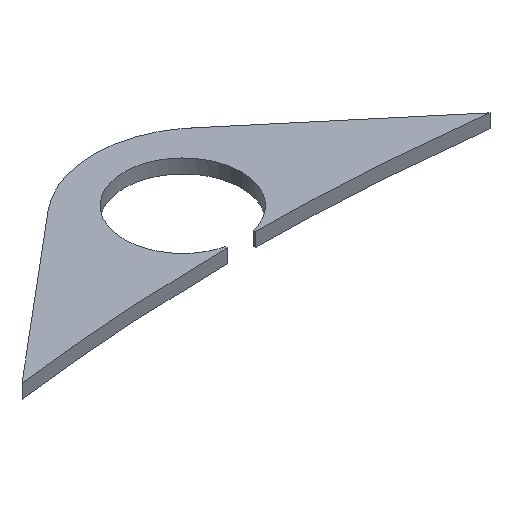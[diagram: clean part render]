
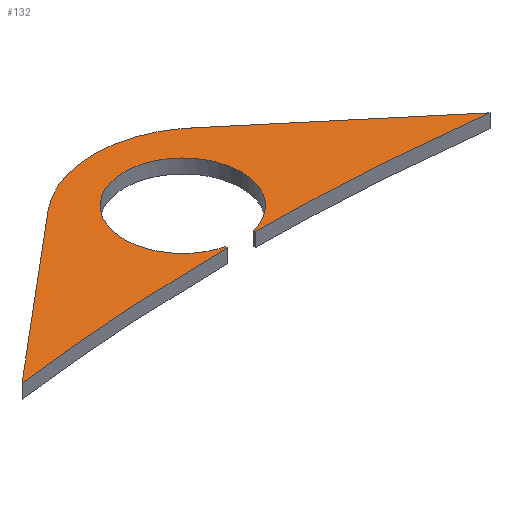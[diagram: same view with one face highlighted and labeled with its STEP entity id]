
A CAD part, isometric view. The second image highlights one B-rep face of the part: STEP entity #132.
In plain terms, the highlighted free-form (B-spline) face has degree [1, 1] with [2, 2] control points.
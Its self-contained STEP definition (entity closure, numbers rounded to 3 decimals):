
#2 = CARTESIAN_POINT ( 'NONE',  ( 230428.259, 21845.66, 5. ) ) ;
#11 = CARTESIAN_POINT ( 'NONE',  ( 230417.413, 21881.356, 5. ) ) ;
#12 = CARTESIAN_POINT ( 'NONE',  ( 230392.476, 21827.663, 5. ) ) ;
#24 = EDGE_CURVE ( 'NONE', #112, #101, #283, .T. ) ;
#28 = VERTEX_POINT ( 'NONE', #208 ) ;
#40 = CARTESIAN_POINT ( 'NONE',  ( 230491.259, 21819.393, 5. ) ) ;
#48 = CARTESIAN_POINT ( 'NONE',  ( 230422.042, 21827.663, 5. ) ) ;
#49 = B_SPLINE_CURVE_WITH_KNOTS ( 'NONE', 1,
 ( #116, #40 ),
 .UNSPECIFIED., .F., .F.,
 ( 2, 2 ),
 ( 0., 1. ),
 .UNSPECIFIED. ) ;
#53 =( BOUNDED_CURVE ( )  B_SPLINE_CURVE ( 3, ( #494, #62, #12, #137 ),
 .UNSPECIFIED., .F., .T. ) 
 B_SPLINE_CURVE_WITH_KNOTS ( ( 4, 4 ),
 ( -1.33, 0. ),
 .UNSPECIFIED. ) 
 CURVE ( )  GEOMETRIC_REPRESENTATION_ITEM ( )  RATIONAL_B_SPLINE_CURVE ( ( 1., 0.858, 0.858, 1. ) ) 
 REPRESENTATION_ITEM ( '' )  );
#55 = CARTESIAN_POINT ( 'NONE',  ( 230397.104, 21881.356, 5. ) ) ;
#58 = CARTESIAN_POINT ( 'NONE',  ( 230407.259, 21866.66, 5. ) ) ;
#62 = CARTESIAN_POINT ( 'NONE',  ( 230386.259, 21835.588, 5. ) ) ;
#71 = FACE_OUTER_BOUND ( 'NONE', #404, .T. ) ;
#77 = EDGE_CURVE ( 'NONE', #451, #28, #53, .T. ) ;
#83 = CARTESIAN_POINT ( 'NONE',  ( 230323.259, 21819.393, 5. ) ) ;
#85 = CARTESIAN_POINT ( 'NONE',  ( 230465.044, 21822.694, 5. ) ) ;
#98 = CARTESIAN_POINT ( 'NONE',  ( 230428.259, 21845.66, 5. ) ) ;
#101 = VERTEX_POINT ( 'NONE', #103 ) ;
#103 = CARTESIAN_POINT ( 'NONE',  ( 230323.259, 21819.393, 5. ) ) ;
#111 = CARTESIAN_POINT ( 'NONE',  ( 230412.259, 21824.642, 5. ) ) ;
#112 = VERTEX_POINT ( 'NONE', #279 ) ;
#114 = EDGE_CURVE ( 'NONE', #220, #490, #456, .T. ) ;
#115 = CARTESIAN_POINT ( 'NONE',  ( 230412.259, 21825.264, 5. ) ) ;
#116 = CARTESIAN_POINT ( 'NONE',  ( 230432.97, 21868.302, 5. ) ) ;
#118 = VERTEX_POINT ( 'NONE', #509 ) ;
#127 = ORIENTED_EDGE ( 'NONE', *, *, #364, .F. ) ;
#132 = ADVANCED_FACE ( 'NONE', ( #71 ), #426, .F. ) ;
#137 = CARTESIAN_POINT ( 'NONE',  ( 230402.259, 21825.264, 5. ) ) ;
#140 = CARTESIAN_POINT ( 'NONE',  ( 230322.251, 21878.01, 5. ) ) ;
#144 = CARTESIAN_POINT ( 'NONE',  ( 230492.267, 21819.043, 5. ) ) ;
#145 = ORIENTED_EDGE ( 'NONE', *, *, #77, .F. ) ;
#146 = EDGE_CURVE ( 'NONE', #118, #490, #263, .T. ) ;
#149 = ORIENTED_EDGE ( 'NONE', *, *, #24, .F. ) ;
#158 = CARTESIAN_POINT ( 'NONE',  ( 230386.259, 21845.66, 5. ) ) ;
#163 = CARTESIAN_POINT ( 'NONE',  ( 230349.474, 21822.694, 5. ) ) ;
#167 = CARTESIAN_POINT ( 'NONE',  ( 230323.259, 21819.393, 5. ) ) ;
#169 = CARTESIAN_POINT ( 'NONE',  ( 230428.259, 21845.66, 5. ) ) ;
#172 = CARTESIAN_POINT ( 'NONE',  ( 230419.56, 21866.66, 5. ) ) ;
#176 = ORIENTED_EDGE ( 'NONE', *, *, #442, .F. ) ;
#192 =( BOUNDED_CURVE ( )  B_SPLINE_CURVE ( 3, ( #261, #55, #11, #445 ),
 .UNSPECIFIED., .F., .T. ) 
 B_SPLINE_CURVE_WITH_KNOTS ( ( 4, 4 ),
 ( -1.396, 0. ),
 .UNSPECIFIED. ) 
 CURVE ( )  GEOMETRIC_REPRESENTATION_ITEM ( )  RATIONAL_B_SPLINE_CURVE ( ( 1., 0.844, 0.844, 1. ) ) 
 REPRESENTATION_ITEM ( '' )  );
#195 = VERTEX_POINT ( 'NONE', #477 ) ;
#205 = CARTESIAN_POINT ( 'NONE',  ( 230381.547, 21868.302, 5. ) ) ;
#208 = CARTESIAN_POINT ( 'NONE',  ( 230402.259, 21825.264, 5. ) ) ;
#218 = CARTESIAN_POINT ( 'NONE',  ( 230386.259, 21857.962, 5. ) ) ;
#220 = VERTEX_POINT ( 'NONE', #365 ) ;
#231 = B_SPLINE_CURVE_WITH_KNOTS ( 'NONE', 1,
 ( #83, #205 ),
 .UNSPECIFIED., .F., .F.,
 ( 2, 2 ),
 ( 0., 1. ),
 .UNSPECIFIED. ) ;
#236 = CARTESIAN_POINT ( 'NONE',  ( 230412.259, 21824.642, 5. ) ) ;
#244 = EDGE_CURVE ( 'NONE', #112, #28, #287, .T. ) ;
#251 = CARTESIAN_POINT ( 'NONE',  ( 230386.259, 21845.66, 5. ) ) ;
#257 = ORIENTED_EDGE ( 'NONE', *, *, #497, .F. ) ;
#261 = CARTESIAN_POINT ( 'NONE',  ( 230381.547, 21868.302, 5. ) ) ;
#262 = ORIENTED_EDGE ( 'NONE', *, *, #146, .T. ) ;
#263 = B_SPLINE_CURVE_WITH_KNOTS ( 'NONE', 1,
 ( #115, #111 ),
 .UNSPECIFIED., .F., .F.,
 ( 2, 2 ),
 ( 0., 1. ),
 .UNSPECIFIED. ) ;
#279 = CARTESIAN_POINT ( 'NONE',  ( 230402.259, 21824.642, 5. ) ) ;
#283 =( BOUNDED_CURVE ( )  B_SPLINE_CURVE ( 3, ( #286, #362, #163, #167 ),
 .UNSPECIFIED., .F., .T. ) 
 B_SPLINE_CURVE_WITH_KNOTS ( ( 4, 4 ),
 ( -0.118, 0. ),
 .UNSPECIFIED. ) 
 CURVE ( )  GEOMETRIC_REPRESENTATION_ITEM ( )  RATIONAL_B_SPLINE_CURVE ( ( 1., 0.999, 0.999, 1. ) ) 
 REPRESENTATION_ITEM ( '' )  );
#286 = CARTESIAN_POINT ( 'NONE',  ( 230402.259, 21824.642, 5. ) ) ;
#287 = B_SPLINE_CURVE_WITH_KNOTS ( 'NONE', 1,
 ( #318, #484 ),
 .UNSPECIFIED., .F., .F.,
 ( 2, 2 ),
 ( 0., 1. ),
 .UNSPECIFIED. ) ;
#296 = CARTESIAN_POINT ( 'NONE',  ( 230412.259, 21824.642, 5. ) ) ;
#312 = EDGE_CURVE ( 'NONE', #195, #371, #192, .T. ) ;
#318 = CARTESIAN_POINT ( 'NONE',  ( 230402.259, 21824.642, 5. ) ) ;
#323 = CARTESIAN_POINT ( 'NONE',  ( 230412.259, 21825.264, 5. ) ) ;
#329 = ORIENTED_EDGE ( 'NONE', *, *, #114, .F. ) ;
#358 = CARTESIAN_POINT ( 'NONE',  ( 230428.259, 21835.588, 5. ) ) ;
#359 = ORIENTED_EDGE ( 'NONE', *, *, #312, .F. ) ;
#362 = CARTESIAN_POINT ( 'NONE',  ( 230375.837, 21824.445, 5. ) ) ;
#364 = EDGE_CURVE ( 'NONE', #371, #220, #49, .T. ) ;
#365 = CARTESIAN_POINT ( 'NONE',  ( 230491.259, 21819.393, 5. ) ) ;
#370 = CARTESIAN_POINT ( 'NONE',  ( 230394.957, 21866.66, 5. ) ) ;
#371 = VERTEX_POINT ( 'NONE', #420 ) ;
#387 = CARTESIAN_POINT ( 'NONE',  ( 230438.68, 21824.445, 5. ) ) ;
#390 = EDGE_CURVE ( 'NONE', #101, #195, #231, .T. ) ;
#404 = EDGE_LOOP ( 'NONE', ( #329, #127, #359, #407, #149, #440, #145, #176, #257, #262 ) ) ;
#407 = ORIENTED_EDGE ( 'NONE', *, *, #390, .F. ) ;
#418 =( BOUNDED_CURVE ( )  B_SPLINE_CURVE ( 3, ( #98, #436, #172, #58, #370, #218, #251 ),
 .UNSPECIFIED., .F., .T. ) 
 B_SPLINE_CURVE_WITH_KNOTS ( ( 4, 3, 4 ),
 ( -3.142, -1.571, 0. ),
 .UNSPECIFIED. ) 
 CURVE ( )  GEOMETRIC_REPRESENTATION_ITEM ( )  RATIONAL_B_SPLINE_CURVE ( ( 1., 0.805, 0.805, 1., 0.805, 0.805, 1. ) ) 
 REPRESENTATION_ITEM ( '' )  );
#420 = CARTESIAN_POINT ( 'NONE',  ( 230432.97, 21868.302, 5. ) ) ;
#426 = B_SPLINE_SURFACE_WITH_KNOTS ( 'NONE', 1, 1, ( 
 ( #144, #464 ),
 ( #500, #140 ) ),
 .UNSPECIFIED., .F., .F., .F.,
 ( 2, 2 ),
 ( 2, 2 ),
 ( 0., 1. ),
 ( 0., 1. ),
 .UNSPECIFIED. ) ;
#436 = CARTESIAN_POINT ( 'NONE',  ( 230428.259, 21857.962, 5. ) ) ;
#440 = ORIENTED_EDGE ( 'NONE', *, *, #244, .T. ) ;
#442 = EDGE_CURVE ( 'NONE', #448, #451, #418, .T. ) ;
#445 = CARTESIAN_POINT ( 'NONE',  ( 230432.97, 21868.302, 5. ) ) ;
#448 = VERTEX_POINT ( 'NONE', #169 ) ;
#451 = VERTEX_POINT ( 'NONE', #158 ) ;
#456 =( BOUNDED_CURVE ( )  B_SPLINE_CURVE ( 3, ( #502, #85, #387, #236 ),
 .UNSPECIFIED., .F., .T. ) 
 B_SPLINE_CURVE_WITH_KNOTS ( ( 4, 4 ),
 ( -0.118, 0. ),
 .UNSPECIFIED. ) 
 CURVE ( )  GEOMETRIC_REPRESENTATION_ITEM ( )  RATIONAL_B_SPLINE_CURVE ( ( 1., 0.999, 0.999, 1. ) ) 
 REPRESENTATION_ITEM ( '' )  );
#464 = CARTESIAN_POINT ( 'NONE',  ( 230492.267, 21878.01, 5. ) ) ;
#477 = CARTESIAN_POINT ( 'NONE',  ( 230381.547, 21868.302, 5. ) ) ;
#478 =( BOUNDED_CURVE ( )  B_SPLINE_CURVE ( 3, ( #323, #48, #358, #2 ),
 .UNSPECIFIED., .F., .T. ) 
 B_SPLINE_CURVE_WITH_KNOTS ( ( 4, 4 ),
 ( -1.33, 0. ),
 .UNSPECIFIED. ) 
 CURVE ( )  GEOMETRIC_REPRESENTATION_ITEM ( )  RATIONAL_B_SPLINE_CURVE ( ( 1., 0.858, 0.858, 1. ) ) 
 REPRESENTATION_ITEM ( '' )  );
#484 = CARTESIAN_POINT ( 'NONE',  ( 230402.259, 21825.264, 5. ) ) ;
#490 = VERTEX_POINT ( 'NONE', #296 ) ;
#494 = CARTESIAN_POINT ( 'NONE',  ( 230386.259, 21845.66, 5. ) ) ;
#497 = EDGE_CURVE ( 'NONE', #118, #448, #478, .T. ) ;
#500 = CARTESIAN_POINT ( 'NONE',  ( 230322.251, 21819.043, 5. ) ) ;
#502 = CARTESIAN_POINT ( 'NONE',  ( 230491.259, 21819.393, 5. ) ) ;
#509 = CARTESIAN_POINT ( 'NONE',  ( 230412.259, 21825.264, 5. ) ) ;
